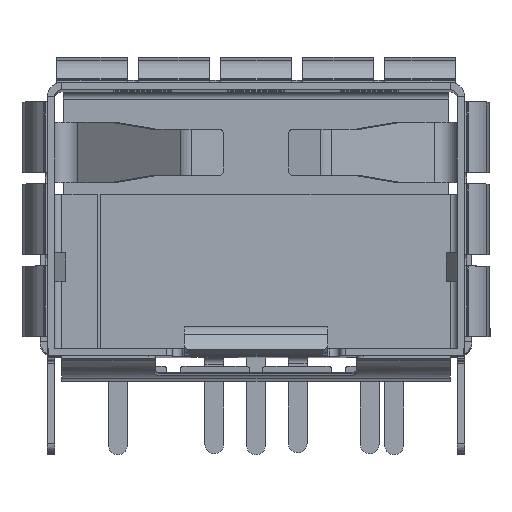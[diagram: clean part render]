
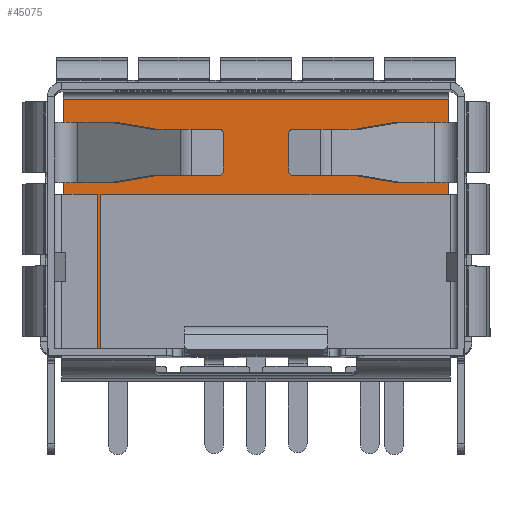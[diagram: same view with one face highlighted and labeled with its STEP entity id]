
A CAD part, top view. The second image highlights one B-rep face of the part: STEP entity #45075.
In plain terms, the highlighted planar face has unit normal (0, 0, 1).
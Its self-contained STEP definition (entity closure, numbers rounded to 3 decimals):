
#1389 = CARTESIAN_POINT ( 'NONE',  ( -6.7, 1.72, -41.725 ) ) ;
#2345 = ORIENTED_EDGE ( 'NONE', *, *, #9127, .F. ) ;
#3964 = VECTOR ( 'NONE', #45934, 1000. ) ;
#6438 = ORIENTED_EDGE ( 'NONE', *, *, #15242, .F. ) ;
#9127 = EDGE_CURVE ( 'NONE', #16171, #16626, #46618, .T. ) ;
#9592 = EDGE_CURVE ( 'NONE', #38456, #16171, #31540, .T. ) ;
#11278 = PLANE ( 'NONE',  #16704 ) ;
#11299 = CARTESIAN_POINT ( 'NONE',  ( 6.7, 1.72, -41.725 ) ) ;
#12459 = CARTESIAN_POINT ( 'NONE',  ( -6.7, 10.92, -41.725 ) ) ;
#14481 = DIRECTION ( 'NONE',  ( 1., 0., 0. ) ) ;
#15242 = EDGE_CURVE ( 'NONE', #44139, #38456, #29680, .T. ) ;
#15886 = FACE_OUTER_BOUND ( 'NONE', #42192, .T. ) ;
#16171 = VERTEX_POINT ( 'NONE', #24614 ) ;
#16626 = VERTEX_POINT ( 'NONE', #32192 ) ;
#16704 = AXIS2_PLACEMENT_3D ( 'NONE', #22236, #40818, #18673 ) ;
#18673 = DIRECTION ( 'NONE',  ( 0., -1., 0. ) ) ;
#19866 = VECTOR ( 'NONE', #45718, 1000. ) ;
#20189 = EDGE_CURVE ( 'NONE', #16626, #44139, #43205, .T. ) ;
#21723 = VECTOR ( 'NONE', #14481, 1000. ) ;
#22236 = CARTESIAN_POINT ( 'NONE',  ( -6.7, 10.92, -41.725 ) ) ;
#24614 = CARTESIAN_POINT ( 'NONE',  ( 6.7, 10.67, -41.725 ) ) ;
#29680 = LINE ( 'NONE', #12459, #19866 ) ;
#31540 = LINE ( 'NONE', #47731, #21723 ) ;
#32192 = CARTESIAN_POINT ( 'NONE',  ( 6.7, 1.72, -41.725 ) ) ;
#34234 = ORIENTED_EDGE ( 'NONE', *, *, #20189, .F. ) ;
#37118 = DIRECTION ( 'NONE',  ( 0., -1., 0. ) ) ;
#37963 = VECTOR ( 'NONE', #37118, 1000. ) ;
#38059 = ORIENTED_EDGE ( 'NONE', *, *, #9592, .F. ) ;
#38456 = VERTEX_POINT ( 'NONE', #38812 ) ;
#38812 = CARTESIAN_POINT ( 'NONE',  ( -6.7, 10.67, -41.725 ) ) ;
#40818 = DIRECTION ( 'NONE',  ( 0., 0., 1. ) ) ;
#42192 = EDGE_LOOP ( 'NONE', ( #2345, #38059, #6438, #34234 ) ) ;
#42198 = CARTESIAN_POINT ( 'NONE',  ( -6.7, 1.72, -41.725 ) ) ;
#43205 = LINE ( 'NONE', #42198, #3964 ) ;
#44139 = VERTEX_POINT ( 'NONE', #1389 ) ;
#45075 = ADVANCED_FACE ( 'NONE', ( #15886 ), #11278, .T. ) ;
#45718 = DIRECTION ( 'NONE',  ( 0., 1., 0. ) ) ;
#45934 = DIRECTION ( 'NONE',  ( -1., 0., 0. ) ) ;
#46618 = LINE ( 'NONE', #11299, #37963 ) ;
#47731 = CARTESIAN_POINT ( 'NONE',  ( -6.7, 10.67, -41.725 ) ) ;
